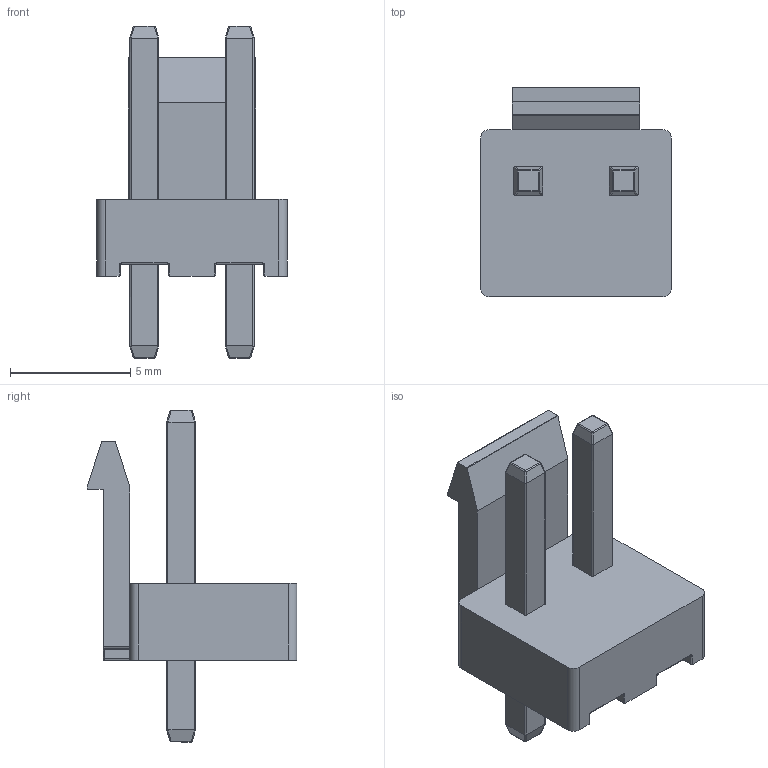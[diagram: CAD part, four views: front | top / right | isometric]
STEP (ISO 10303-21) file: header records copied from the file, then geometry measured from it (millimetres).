
FILE_DESCRIPTION (( 'STEP AP214' ), '1' );
FILE_NAME ('VH3.96-2A.step', '2022-08-08T03:35:42', ( '' ), ( '' ), 'SwSTEP 2.0', 'SolidWorks 2020', '' );
FILE_SCHEMA (( 'AUTOMOTIVE_DESIGN' ));
Length unit declared in the file: millimetre
Products named in the file (1): VH3.96-2A
Bounding box: 7.92 x 8.7 x 13.8 mm (x, y, z)
Volume: 239.7 mm3; surface area: 422.1 mm2
Topology: 1 solids, 1 shells, 424 faces, 1112 edges, 693 vertices
Faces by surface type: plane 194, bspline 98, cylinder 97, sphere 20, torus 15
Entity records: 17937 total; most frequent: CARTESIAN_POINT 3699, ORIENTED_EDGE 2184, DIRECTION 1636, EDGE_CURVE 1092, VERTEX_POINT 693, VECTOR 680, LINE 680, AXIS2_PLACEMENT_3D 478
